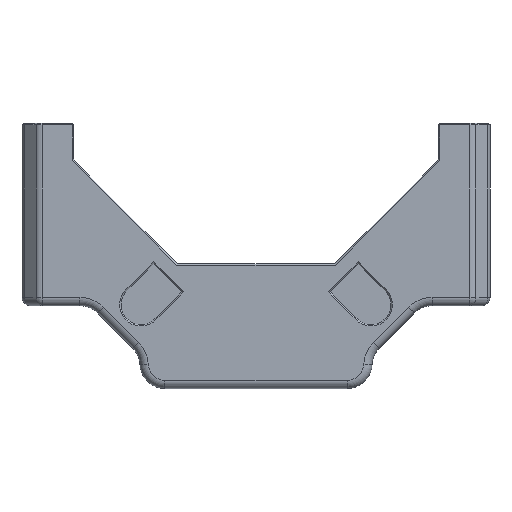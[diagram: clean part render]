
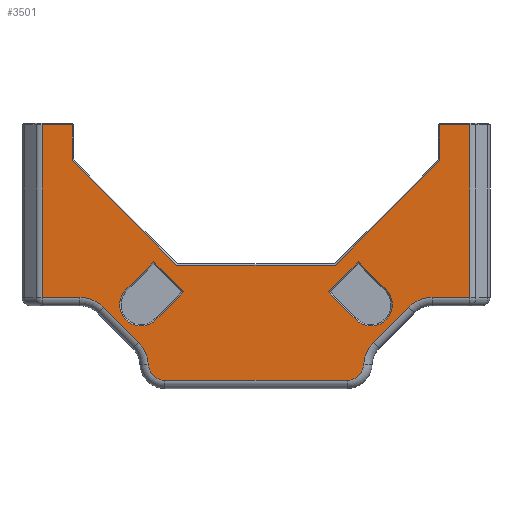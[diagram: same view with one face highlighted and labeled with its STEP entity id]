
A CAD part, front view. The second image highlights one B-rep face of the part: STEP entity #3501.
In plain terms, the highlighted planar face has unit normal (0, -1, 0).
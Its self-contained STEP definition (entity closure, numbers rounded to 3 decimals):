
#198=CIRCLE('',#3745,6.4);
#201=CIRCLE('',#3753,10.);
#202=CIRCLE('',#3754,10.);
#203=CIRCLE('',#3755,5.);
#204=CIRCLE('',#3756,5.);
#205=CIRCLE('',#3757,10.);
#206=CIRCLE('',#3758,10.);
#207=CIRCLE('',#3759,6.4);
#306=FACE_BOUND('',#574,.T.);
#307=FACE_BOUND('',#575,.T.);
#350=FACE_OUTER_BOUND('',#573,.T.);
#573=EDGE_LOOP('',(#2459,#2460,#2461,#2462,#2463,#2464,#2465,#2466,#2467,
#2468,#2469,#2470,#2471,#2472,#2473,#2474,#2475,#2476,#2477,#2478));
#574=EDGE_LOOP('',(#2479,#2480,#2481,#2482));
#575=EDGE_LOOP('',(#2483,#2484,#2485,#2486));
#842=LINE('',#5219,#1187);
#845=LINE('',#5229,#1190);
#848=LINE('',#5234,#1193);
#854=LINE('',#5249,#1199);
#855=LINE('',#5251,#1200);
#856=LINE('',#5253,#1201);
#857=LINE('',#5255,#1202);
#858=LINE('',#5257,#1203);
#859=LINE('',#5259,#1204);
#860=LINE('',#5261,#1205);
#861=LINE('',#5263,#1206);
#862=LINE('',#5265,#1207);
#863=LINE('',#5269,#1208);
#864=LINE('',#5275,#1209);
#865=LINE('',#5281,#1210);
#866=LINE('',#5285,#1211);
#867=LINE('',#5286,#1212);
#868=LINE('',#5289,#1213);
#869=LINE('',#5293,#1214);
#870=LINE('',#5294,#1215);
#1187=VECTOR('',#4187,10.);
#1190=VECTOR('',#4198,10.);
#1193=VECTOR('',#4203,10.);
#1199=VECTOR('',#4217,10.);
#1200=VECTOR('',#4218,10.);
#1201=VECTOR('',#4219,10.);
#1202=VECTOR('',#4220,10.);
#1203=VECTOR('',#4221,10.);
#1204=VECTOR('',#4222,10.);
#1205=VECTOR('',#4223,10.);
#1206=VECTOR('',#4224,10.);
#1207=VECTOR('',#4225,10.);
#1208=VECTOR('',#4228,10.);
#1209=VECTOR('',#4233,10.);
#1210=VECTOR('',#4238,10.);
#1211=VECTOR('',#4241,10.);
#1212=VECTOR('',#4242,10.);
#1213=VECTOR('',#4243,10.);
#1214=VECTOR('',#4246,10.);
#1215=VECTOR('',#4247,10.);
#1510=VERTEX_POINT('',#5216);
#1511=VERTEX_POINT('',#5218);
#1513=VERTEX_POINT('',#5223);
#1514=VERTEX_POINT('',#5228);
#1519=VERTEX_POINT('',#5247);
#1520=VERTEX_POINT('',#5248);
#1521=VERTEX_POINT('',#5250);
#1522=VERTEX_POINT('',#5252);
#1523=VERTEX_POINT('',#5254);
#1524=VERTEX_POINT('',#5256);
#1525=VERTEX_POINT('',#5258);
#1526=VERTEX_POINT('',#5260);
#1527=VERTEX_POINT('',#5262);
#1528=VERTEX_POINT('',#5264);
#1529=VERTEX_POINT('',#5266);
#1530=VERTEX_POINT('',#5268);
#1531=VERTEX_POINT('',#5270);
#1532=VERTEX_POINT('',#5272);
#1533=VERTEX_POINT('',#5274);
#1534=VERTEX_POINT('',#5276);
#1535=VERTEX_POINT('',#5278);
#1536=VERTEX_POINT('',#5280);
#1537=VERTEX_POINT('',#5282);
#1538=VERTEX_POINT('',#5284);
#1539=VERTEX_POINT('',#5287);
#1540=VERTEX_POINT('',#5288);
#1541=VERTEX_POINT('',#5290);
#1542=VERTEX_POINT('',#5292);
#1852=EDGE_CURVE('',#1510,#1511,#842,.T.);
#1855=EDGE_CURVE('',#1513,#1510,#198,.T.);
#1857=EDGE_CURVE('',#1514,#1513,#845,.T.);
#1860=EDGE_CURVE('',#1511,#1514,#848,.T.);
#1867=EDGE_CURVE('',#1519,#1520,#854,.T.);
#1868=EDGE_CURVE('',#1521,#1519,#855,.T.);
#1869=EDGE_CURVE('',#1522,#1521,#856,.T.);
#1870=EDGE_CURVE('',#1523,#1522,#857,.T.);
#1871=EDGE_CURVE('',#1524,#1523,#858,.T.);
#1872=EDGE_CURVE('',#1525,#1524,#859,.T.);
#1873=EDGE_CURVE('',#1526,#1525,#860,.T.);
#1874=EDGE_CURVE('',#1527,#1526,#861,.T.);
#1875=EDGE_CURVE('',#1528,#1527,#862,.T.);
#1876=EDGE_CURVE('',#1529,#1528,#201,.T.);
#1877=EDGE_CURVE('',#1530,#1529,#863,.T.);
#1878=EDGE_CURVE('',#1531,#1530,#202,.T.);
#1879=EDGE_CURVE('',#1532,#1531,#203,.T.);
#1880=EDGE_CURVE('',#1533,#1532,#864,.T.);
#1881=EDGE_CURVE('',#1534,#1533,#204,.T.);
#1882=EDGE_CURVE('',#1535,#1534,#205,.T.);
#1883=EDGE_CURVE('',#1536,#1535,#865,.T.);
#1884=EDGE_CURVE('',#1537,#1536,#206,.T.);
#1885=EDGE_CURVE('',#1538,#1537,#866,.T.);
#1886=EDGE_CURVE('',#1520,#1538,#867,.T.);
#1887=EDGE_CURVE('',#1539,#1540,#868,.T.);
#1888=EDGE_CURVE('',#1541,#1539,#207,.T.);
#1889=EDGE_CURVE('',#1542,#1541,#869,.T.);
#1890=EDGE_CURVE('',#1540,#1542,#870,.T.);
#2459=ORIENTED_EDGE('',*,*,#1867,.F.);
#2460=ORIENTED_EDGE('',*,*,#1868,.F.);
#2461=ORIENTED_EDGE('',*,*,#1869,.F.);
#2462=ORIENTED_EDGE('',*,*,#1870,.F.);
#2463=ORIENTED_EDGE('',*,*,#1871,.F.);
#2464=ORIENTED_EDGE('',*,*,#1872,.F.);
#2465=ORIENTED_EDGE('',*,*,#1873,.F.);
#2466=ORIENTED_EDGE('',*,*,#1874,.F.);
#2467=ORIENTED_EDGE('',*,*,#1875,.F.);
#2468=ORIENTED_EDGE('',*,*,#1876,.F.);
#2469=ORIENTED_EDGE('',*,*,#1877,.F.);
#2470=ORIENTED_EDGE('',*,*,#1878,.F.);
#2471=ORIENTED_EDGE('',*,*,#1879,.F.);
#2472=ORIENTED_EDGE('',*,*,#1880,.F.);
#2473=ORIENTED_EDGE('',*,*,#1881,.F.);
#2474=ORIENTED_EDGE('',*,*,#1882,.F.);
#2475=ORIENTED_EDGE('',*,*,#1883,.F.);
#2476=ORIENTED_EDGE('',*,*,#1884,.F.);
#2477=ORIENTED_EDGE('',*,*,#1885,.F.);
#2478=ORIENTED_EDGE('',*,*,#1886,.F.);
#2479=ORIENTED_EDGE('',*,*,#1887,.F.);
#2480=ORIENTED_EDGE('',*,*,#1888,.F.);
#2481=ORIENTED_EDGE('',*,*,#1889,.F.);
#2482=ORIENTED_EDGE('',*,*,#1890,.F.);
#2483=ORIENTED_EDGE('',*,*,#1852,.F.);
#2484=ORIENTED_EDGE('',*,*,#1855,.F.);
#2485=ORIENTED_EDGE('',*,*,#1857,.F.);
#2486=ORIENTED_EDGE('',*,*,#1860,.F.);
#3383=PLANE('',#3752);
#3501=ADVANCED_FACE('',(#350,#306,#307),#3383,.T.);
#3745=AXIS2_PLACEMENT_3D('',#5225,#4192,#4193);
#3752=AXIS2_PLACEMENT_3D('',#5246,#4215,#4216);
#3753=AXIS2_PLACEMENT_3D('',#5267,#4226,#4227);
#3754=AXIS2_PLACEMENT_3D('',#5271,#4229,#4230);
#3755=AXIS2_PLACEMENT_3D('',#5273,#4231,#4232);
#3756=AXIS2_PLACEMENT_3D('',#5277,#4234,#4235);
#3757=AXIS2_PLACEMENT_3D('',#5279,#4236,#4237);
#3758=AXIS2_PLACEMENT_3D('',#5283,#4239,#4240);
#3759=AXIS2_PLACEMENT_3D('',#5291,#4244,#4245);
#4187=DIRECTION('',(0.707,0.,0.707));
#4192=DIRECTION('center_axis',(0.,-1.,0.));
#4193=DIRECTION('ref_axis',(-0.707,0.,0.707));
#4198=DIRECTION('',(-0.707,0.,-0.707));
#4203=DIRECTION('',(-0.707,0.,0.707));
#4215=DIRECTION('center_axis',(0.,-1.,0.));
#4216=DIRECTION('ref_axis',(1.,0.,0.));
#4217=DIRECTION('',(1.,0.,0.));
#4218=DIRECTION('',(0.,0.,1.));
#4219=DIRECTION('',(0.707,0.,0.707));
#4220=DIRECTION('',(1.,0.,0.));
#4221=DIRECTION('',(0.707,0.,-0.707));
#4222=DIRECTION('',(0.,0.,-1.));
#4223=DIRECTION('',(1.,0.,0.));
#4224=DIRECTION('',(0.,0.,1.));
#4225=DIRECTION('',(-1.,0.,0.));
#4226=DIRECTION('center_axis',(0.,-1.,0.));
#4227=DIRECTION('ref_axis',(0.383,0.,0.924));
#4228=DIRECTION('',(-0.707,0.,0.707));
#4229=DIRECTION('center_axis',(0.,-1.,0.));
#4230=DIRECTION('ref_axis',(0.916,0.,0.401));
#4231=DIRECTION('center_axis',(0.,1.,0.));
#4232=DIRECTION('ref_axis',(-0.693,0.,-0.721));
#4233=DIRECTION('',(-1.,0.,0.));
#4234=DIRECTION('center_axis',(0.,1.,0.));
#4235=DIRECTION('ref_axis',(0.693,0.,-0.721));
#4236=DIRECTION('center_axis',(0.,-1.,0.));
#4237=DIRECTION('ref_axis',(-0.916,0.,0.401));
#4238=DIRECTION('',(-0.707,0.,-0.707));
#4239=DIRECTION('center_axis',(0.,-1.,0.));
#4240=DIRECTION('ref_axis',(-0.383,0.,0.924));
#4241=DIRECTION('',(-1.,0.,0.));
#4242=DIRECTION('',(0.,0.,-1.));
#4243=DIRECTION('',(-0.707,0.,0.707));
#4244=DIRECTION('center_axis',(0.,-1.,0.));
#4245=DIRECTION('ref_axis',(-0.707,0.,-0.707));
#4246=DIRECTION('',(0.707,0.,-0.707));
#4247=DIRECTION('',(-0.707,0.,-0.707));
#5216=CARTESIAN_POINT('',(-30.014,-4.,-61.627));
#5218=CARTESIAN_POINT('',(-21.599,-4.,-53.212));
#5219=CARTESIAN_POINT('',(-32.862,-4.,-64.475));
#5223=CARTESIAN_POINT('',(-39.065,-4.,-52.576));
#5225=CARTESIAN_POINT('Origin',(-34.539,-4.,-57.101));
#5228=CARTESIAN_POINT('',(-30.65,-4.,-44.161));
#5229=CARTESIAN_POINT('',(-45.979,-4.,-59.49));
#5234=CARTESIAN_POINT('',(-37.521,-4.,-37.291));
#5246=CARTESIAN_POINT('Origin',(-66.917,-4.,-52.38));
#5247=CARTESIAN_POINT('',(55.683,-4.,-2.78));
#5248=CARTESIAN_POINT('',(64.747,-4.,-2.78));
#5249=CARTESIAN_POINT('',(-33.367,-4.,-2.78));
#5250=CARTESIAN_POINT('',(55.683,-4.,-13.554));
#5251=CARTESIAN_POINT('',(55.683,-4.,-52.38));
#5252=CARTESIAN_POINT('',(24.11,-4.,-45.127));
#5253=CARTESIAN_POINT('',(15.268,-4.,-53.969));
#5254=CARTESIAN_POINT('',(-23.745,-4.,-45.127));
#5255=CARTESIAN_POINT('',(-21.487,-4.,-45.127));
#5256=CARTESIAN_POINT('',(-55.317,-4.,-13.554));
#5257=CARTESIAN_POINT('',(-32.783,-4.,-36.088));
#5258=CARTESIAN_POINT('',(-55.317,-4.,-2.78));
#5259=CARTESIAN_POINT('',(-55.317,-4.,-52.38));
#5260=CARTESIAN_POINT('',(-64.382,-4.,-2.78));
#5261=CARTESIAN_POINT('',(-33.367,-4.,-2.78));
#5262=CARTESIAN_POINT('',(-64.382,-4.,-54.88));
#5263=CARTESIAN_POINT('',(-64.382,-4.,-48.63));
#5264=CARTESIAN_POINT('',(-52.924,-4.,-54.88));
#5265=CARTESIAN_POINT('',(-33.367,-4.,-54.88));
#5266=CARTESIAN_POINT('',(-45.853,-4.,-57.809));
#5267=CARTESIAN_POINT('Origin',(-52.924,-4.,-64.88));
#5268=CARTESIAN_POINT('',(-35.246,-4.,-68.415));
#5269=CARTESIAN_POINT('',(-49.825,-4.,-53.837));
#5270=CARTESIAN_POINT('',(-32.326,-4.,-75.082));
#5271=CARTESIAN_POINT('Origin',(-42.317,-4.,-75.486));
#5272=CARTESIAN_POINT('',(-27.33,-4.,-79.88));
#5273=CARTESIAN_POINT('Origin',(-27.33,-4.,-74.88));
#5274=CARTESIAN_POINT('',(27.695,-4.,-79.88));
#5275=CARTESIAN_POINT('',(-50.867,-4.,-79.88));
#5276=CARTESIAN_POINT('',(32.691,-4.,-75.082));
#5277=CARTESIAN_POINT('Origin',(27.695,-4.,-74.88));
#5278=CARTESIAN_POINT('',(35.612,-4.,-68.415));
#5279=CARTESIAN_POINT('Origin',(42.683,-4.,-75.486));
#5280=CARTESIAN_POINT('',(46.218,-4.,-57.809));
#5281=CARTESIAN_POINT('',(16.64,-4.,-87.387));
#5282=CARTESIAN_POINT('',(53.289,-4.,-54.88));
#5283=CARTESIAN_POINT('Origin',(53.289,-4.,-64.88));
#5284=CARTESIAN_POINT('',(64.747,-4.,-54.88));
#5285=CARTESIAN_POINT('',(-33.367,-4.,-54.88));
#5286=CARTESIAN_POINT('',(64.747,-4.,-53.63));
#5287=CARTESIAN_POINT('',(39.43,-4.,-52.576));
#5288=CARTESIAN_POINT('',(31.015,-4.,-44.161));
#5289=CARTESIAN_POINT('',(8.728,-4.,-21.874));
#5290=CARTESIAN_POINT('',(30.379,-4.,-61.627));
#5291=CARTESIAN_POINT('Origin',(34.904,-4.,-57.101));
#5292=CARTESIAN_POINT('',(21.964,-4.,-53.212));
#5293=CARTESIAN_POINT('',(3.743,-4.,-34.991));
#5294=CARTESIAN_POINT('',(0.094,-4.,-75.083));
